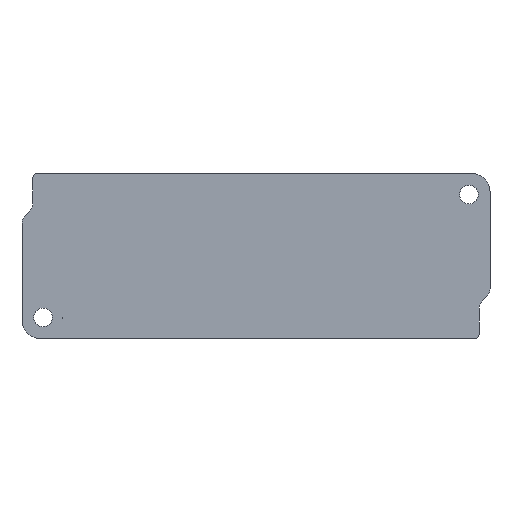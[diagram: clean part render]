
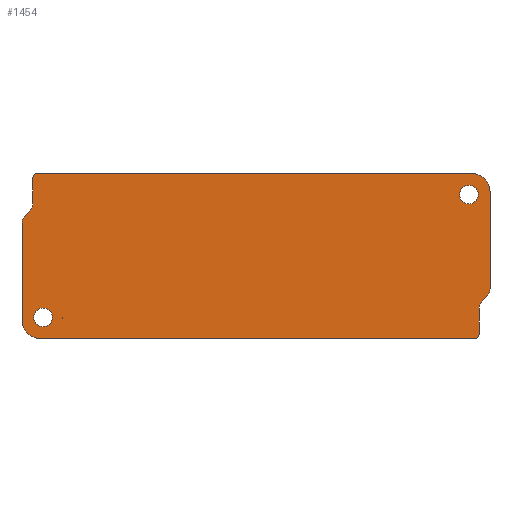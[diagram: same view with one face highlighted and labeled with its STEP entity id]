
A CAD part, front view. The second image highlights one B-rep face of the part: STEP entity #1454.
In plain terms, the highlighted planar face has unit normal (0, -1, 0).
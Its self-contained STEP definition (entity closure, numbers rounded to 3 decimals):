
#1000=CIRCLE('',#7696,1.);
#1005=CIRCLE('',#7711,2.);
#1006=CIRCLE('',#7714,2.);
#1007=CIRCLE('',#7717,1.);
#1012=CIRCLE('',#7732,2.);
#1013=CIRCLE('',#7735,2.);
#1014=CIRCLE('',#7738,3.4);
#1015=CIRCLE('',#7739,1.75);
#1016=CIRCLE('',#7740,1.75);
#1017=CIRCLE('',#7741,3.5);
#1018=CIRCLE('',#7742,3.5);
#1019=CIRCLE('',#7743,1.75);
#1020=CIRCLE('',#7744,1.75);
#1454=ADVANCED_FACE('',(#1930,#1931,#1932,#1933),#1815,.F.);
#1815=PLANE('',#7745);
#1930=FACE_BOUND('',#2228,.T.);
#1931=FACE_BOUND('',#2229,.T.);
#1932=FACE_BOUND('',#2230,.T.);
#1933=FACE_BOUND('',#2231,.T.);
#2228=EDGE_LOOP('',(#3362,#3363,#3364));
#2229=EDGE_LOOP('',(#3365,#3366));
#2230=EDGE_LOOP('',(#3367,#3368,#3369,#3370,#3371,#3372,#3373,#3374,#3375,
#3376,#3377,#3378,#3379,#3380,#3381,#3382));
#2231=EDGE_LOOP('',(#3383,#3384));
#3362=ORIENTED_EDGE('',*,*,#5805,.T.);
#3363=ORIENTED_EDGE('',*,*,#5806,.T.);
#3364=ORIENTED_EDGE('',*,*,#5807,.F.);
#3365=ORIENTED_EDGE('',*,*,#5808,.F.);
#3366=ORIENTED_EDGE('',*,*,#5809,.F.);
#3367=ORIENTED_EDGE('',*,*,#5799,.F.);
#3368=ORIENTED_EDGE('',*,*,#5795,.F.);
#3369=ORIENTED_EDGE('',*,*,#5810,.F.);
#3370=ORIENTED_EDGE('',*,*,#5775,.F.);
#3371=ORIENTED_EDGE('',*,*,#5773,.F.);
#3372=ORIENTED_EDGE('',*,*,#5770,.F.);
#3373=ORIENTED_EDGE('',*,*,#5768,.F.);
#3374=ORIENTED_EDGE('',*,*,#5766,.F.);
#3375=ORIENTED_EDGE('',*,*,#5765,.F.);
#3376=ORIENTED_EDGE('',*,*,#5761,.F.);
#3377=ORIENTED_EDGE('',*,*,#5811,.F.);
#3378=ORIENTED_EDGE('',*,*,#5741,.F.);
#3379=ORIENTED_EDGE('',*,*,#5739,.F.);
#3380=ORIENTED_EDGE('',*,*,#5804,.F.);
#3381=ORIENTED_EDGE('',*,*,#5802,.F.);
#3382=ORIENTED_EDGE('',*,*,#5800,.F.);
#3383=ORIENTED_EDGE('',*,*,#5812,.F.);
#3384=ORIENTED_EDGE('',*,*,#5813,.F.);
#4926=VERTEX_POINT('',#11304);
#4927=VERTEX_POINT('',#11306);
#4929=VERTEX_POINT('',#11312);
#4941=VERTEX_POINT('',#11378);
#4942=VERTEX_POINT('',#11380);
#4943=VERTEX_POINT('',#11385);
#4944=VERTEX_POINT('',#11389);
#4945=VERTEX_POINT('',#11393);
#4946=VERTEX_POINT('',#11397);
#4947=VERTEX_POINT('',#11401);
#4949=VERTEX_POINT('',#11407);
#4961=VERTEX_POINT('',#11473);
#4962=VERTEX_POINT('',#11475);
#4963=VERTEX_POINT('',#11480);
#4964=VERTEX_POINT('',#11484);
#4965=VERTEX_POINT('',#11488);
#4966=VERTEX_POINT('',#11494);
#4967=VERTEX_POINT('',#11495);
#4968=VERTEX_POINT('',#11497);
#4969=VERTEX_POINT('',#11500);
#4970=VERTEX_POINT('',#11501);
#4971=VERTEX_POINT('',#11506);
#4972=VERTEX_POINT('',#11507);
#5739=EDGE_CURVE('',#4927,#4926,#1000,.T.);
#5741=EDGE_CURVE('',#4926,#4929,#6657,.T.);
#5761=EDGE_CURVE('',#4941,#4942,#6671,.T.);
#5765=EDGE_CURVE('',#4942,#4943,#1005,.T.);
#5766=EDGE_CURVE('',#4943,#4944,#6675,.T.);
#5768=EDGE_CURVE('',#4944,#4945,#1006,.T.);
#5770=EDGE_CURVE('',#4945,#4946,#6678,.T.);
#5773=EDGE_CURVE('',#4946,#4947,#1007,.T.);
#5775=EDGE_CURVE('',#4947,#4949,#6682,.T.);
#5795=EDGE_CURVE('',#4961,#4962,#6696,.T.);
#5799=EDGE_CURVE('',#4962,#4963,#1012,.T.);
#5800=EDGE_CURVE('',#4963,#4964,#6700,.T.);
#5802=EDGE_CURVE('',#4964,#4965,#1013,.T.);
#5804=EDGE_CURVE('',#4965,#4927,#6703,.T.);
#5805=EDGE_CURVE('',#4966,#4967,#1014,.T.);
#5806=EDGE_CURVE('',#4967,#4968,#6704,.T.);
#5807=EDGE_CURVE('',#4966,#4968,#6705,.T.);
#5808=EDGE_CURVE('',#4969,#4970,#1015,.T.);
#5809=EDGE_CURVE('',#4970,#4969,#1016,.T.);
#5810=EDGE_CURVE('',#4949,#4961,#1017,.T.);
#5811=EDGE_CURVE('',#4929,#4941,#1018,.T.);
#5812=EDGE_CURVE('',#4971,#4972,#1019,.T.);
#5813=EDGE_CURVE('',#4972,#4971,#1020,.T.);
#6657=LINE('',#11311,#7177);
#6671=LINE('',#11379,#7191);
#6675=LINE('',#11388,#7195);
#6678=LINE('',#11396,#7198);
#6682=LINE('',#11406,#7202);
#6696=LINE('',#11474,#7216);
#6700=LINE('',#11483,#7220);
#6703=LINE('',#11491,#7223);
#6704=LINE('',#11496,#7224);
#6705=LINE('',#11498,#7225);
#7177=VECTOR('',#9034,1.);
#7191=VECTOR('',#9072,1.);
#7195=VECTOR('',#9082,1.);
#7198=VECTOR('',#9091,1.);
#7202=VECTOR('',#9101,1.);
#7216=VECTOR('',#9139,1.);
#7220=VECTOR('',#9149,1.);
#7223=VECTOR('',#9158,1.);
#7224=VECTOR('',#9163,1.);
#7225=VECTOR('',#9164,1.);
#7696=AXIS2_PLACEMENT_3D('',#11307,#9029,#9030);
#7711=AXIS2_PLACEMENT_3D('',#11386,#9078,#9079);
#7714=AXIS2_PLACEMENT_3D('',#11392,#9086,#9087);
#7717=AXIS2_PLACEMENT_3D('',#11402,#9096,#9097);
#7732=AXIS2_PLACEMENT_3D('',#11481,#9145,#9146);
#7735=AXIS2_PLACEMENT_3D('',#11487,#9153,#9154);
#7738=AXIS2_PLACEMENT_3D('',#11493,#9161,#9162);
#7739=AXIS2_PLACEMENT_3D('',#11499,#9165,#9166);
#7740=AXIS2_PLACEMENT_3D('',#11502,#9167,#9168);
#7741=AXIS2_PLACEMENT_3D('',#11503,#9169,#9170);
#7742=AXIS2_PLACEMENT_3D('',#11504,#9171,#9172);
#7743=AXIS2_PLACEMENT_3D('',#11505,#9173,#9174);
#7744=AXIS2_PLACEMENT_3D('',#11508,#9175,#9176);
#7745=AXIS2_PLACEMENT_3D('',#11509,#9177,#9178);
#9029=DIRECTION('',(0.,1.,0.));
#9030=DIRECTION('',(1.,0.,0.));
#9034=DIRECTION('',(-1.,0.,0.));
#9072=DIRECTION('',(0.,0.,1.));
#9078=DIRECTION('',(0.,1.,0.));
#9079=DIRECTION('',(-1.,0.,0.));
#9082=DIRECTION('',(0.707,0.,0.707));
#9086=DIRECTION('',(0.,-1.,0.));
#9087=DIRECTION('',(0.707,0.,-0.707));
#9091=DIRECTION('',(0.,0.,1.));
#9096=DIRECTION('',(0.,1.,0.));
#9097=DIRECTION('',(-1.,0.,0.));
#9101=DIRECTION('',(1.,0.,0.));
#9139=DIRECTION('',(0.,0.,-1.));
#9145=DIRECTION('',(0.,1.,0.));
#9146=DIRECTION('',(1.,0.,0.));
#9149=DIRECTION('',(-0.707,0.,-0.707));
#9153=DIRECTION('',(0.,-1.,0.));
#9154=DIRECTION('',(-0.707,0.,0.707));
#9158=DIRECTION('',(0.,0.,-1.));
#9161=DIRECTION('',(0.,-1.,0.));
#9162=DIRECTION('',(0.,0.,1.));
#9163=DIRECTION('',(0.,0.,-1.));
#9164=DIRECTION('',(0.671,0.,-0.742));
#9165=DIRECTION('',(0.,-1.,0.));
#9166=DIRECTION('',(0.,0.,1.));
#9167=DIRECTION('',(0.,-1.,0.));
#9168=DIRECTION('',(0.,0.,1.));
#9169=DIRECTION('',(0.,1.,0.));
#9170=DIRECTION('',(0.,0.,1.));
#9171=DIRECTION('',(0.,1.,0.));
#9172=DIRECTION('',(0.,0.,-1.));
#9173=DIRECTION('',(0.,-1.,0.));
#9174=DIRECTION('',(1.,0.,0.));
#9175=DIRECTION('',(0.,-1.,0.));
#9176=DIRECTION('',(-1.,0.,0.));
#9177=DIRECTION('',(0.,1.,0.));
#9178=DIRECTION('',(0.,0.,1.));
#11304=CARTESIAN_POINT('',(84.,0.2,-30.7));
#11306=CARTESIAN_POINT('',(85.,0.2,-29.7));
#11307=CARTESIAN_POINT('',(84.,0.2,-29.7));
#11311=CARTESIAN_POINT('',(83.4,0.2,-30.7));
#11312=CARTESIAN_POINT('',(2.9,0.2,-30.7));
#11378=CARTESIAN_POINT('',(-0.6,0.2,-27.2));
#11379=CARTESIAN_POINT('',(-0.6,0.2,-26.9));
#11380=CARTESIAN_POINT('',(-0.6,0.2,-9.028));
#11385=CARTESIAN_POINT('',(-0.014,0.2,-7.614));
#11386=CARTESIAN_POINT('',(1.4,0.2,-9.028));
#11388=CARTESIAN_POINT('',(-0.014,0.2,-7.614));
#11389=CARTESIAN_POINT('',(0.814,0.2,-6.786));
#11392=CARTESIAN_POINT('',(-0.6,0.2,-5.372));
#11393=CARTESIAN_POINT('',(1.4,0.2,-5.372));
#11396=CARTESIAN_POINT('',(1.4,0.2,-5.672));
#11397=CARTESIAN_POINT('',(1.4,0.2,-0.7));
#11401=CARTESIAN_POINT('',(2.4,0.2,0.3));
#11402=CARTESIAN_POINT('',(2.4,0.2,-0.7));
#11406=CARTESIAN_POINT('',(3.,0.2,0.3));
#11407=CARTESIAN_POINT('',(83.5,0.2,0.3));
#11473=CARTESIAN_POINT('',(87.,0.2,-3.2));
#11474=CARTESIAN_POINT('',(87.,0.2,-3.5));
#11475=CARTESIAN_POINT('',(87.,0.2,-21.372));
#11480=CARTESIAN_POINT('',(86.414,0.2,-22.786));
#11481=CARTESIAN_POINT('',(85.,0.2,-21.372));
#11483=CARTESIAN_POINT('',(86.414,0.2,-22.786));
#11484=CARTESIAN_POINT('',(85.586,0.2,-23.614));
#11487=CARTESIAN_POINT('',(87.,0.2,-25.028));
#11488=CARTESIAN_POINT('',(85.,0.2,-25.028));
#11491=CARTESIAN_POINT('',(85.,0.2,-24.728));
#11493=CARTESIAN_POINT('',(3.6,0.2,-26.8));
#11494=CARTESIAN_POINT('',(6.997,0.2,-26.95));
#11495=CARTESIAN_POINT('',(7.,0.2,-26.8));
#11496=CARTESIAN_POINT('',(7.,0.2,-26.8));
#11497=CARTESIAN_POINT('',(7.,0.2,-26.954));
#11498=CARTESIAN_POINT('',(17.447,0.2,-38.5));
#11499=CARTESIAN_POINT('',(3.35,0.2,-26.7));
#11500=CARTESIAN_POINT('',(1.6,0.2,-26.7));
#11501=CARTESIAN_POINT('',(5.1,0.2,-26.7));
#11502=CARTESIAN_POINT('',(3.35,0.2,-26.7));
#11503=CARTESIAN_POINT('',(83.5,0.2,-3.2));
#11504=CARTESIAN_POINT('',(2.9,0.2,-27.2));
#11505=CARTESIAN_POINT('',(83.05,0.2,-3.7));
#11506=CARTESIAN_POINT('',(84.8,0.2,-3.7));
#11507=CARTESIAN_POINT('',(81.3,0.2,-3.7));
#11508=CARTESIAN_POINT('',(83.05,0.2,-3.7));
#11509=CARTESIAN_POINT('',(82.8,0.2,-3.324));
